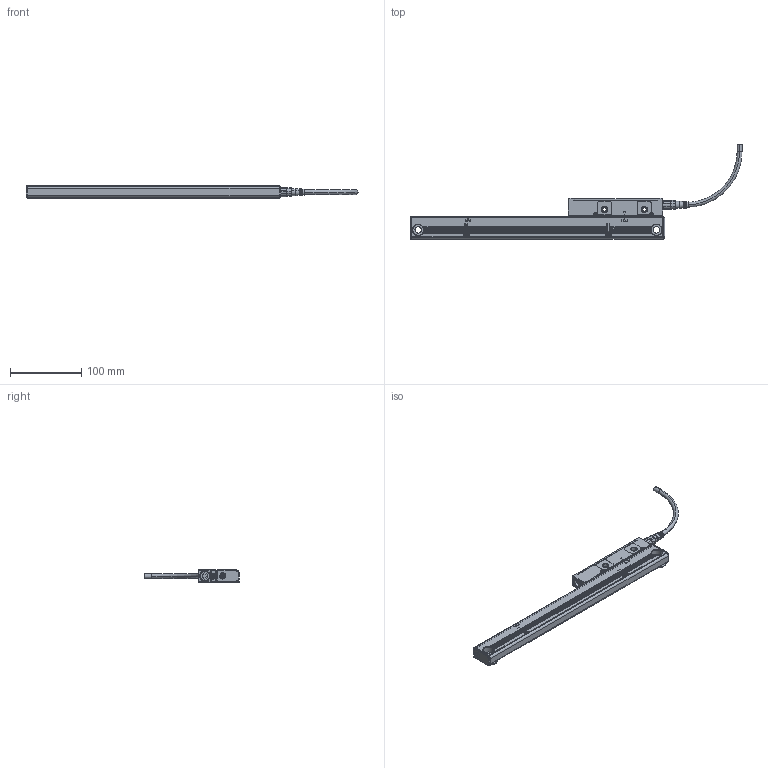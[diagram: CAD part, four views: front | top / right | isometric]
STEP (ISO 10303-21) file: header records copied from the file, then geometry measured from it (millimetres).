
FILE_DESCRIPTION(('CATIA V5 STEP'),'2;1');
FILE_NAME('SR27A-022-L.stp','2013-11-26T01:39:43+00:00',('none'),('none'),'CATIA Version 5 Release 19 SP 6 (IN-10)','CATIA V5 STEP AP214','none');
FILE_SCHEMA(('AUTOMOTIVE_DESIGN { 1 0 10303 214 1 1 1 1 }'));
Products named in the file (1): SR27A-022-L
Bounding box: 466.9 x 133.7 x 17.85 mm (x, y, z)
Volume: 229891.5 mm3; surface area: 70725.1 mm2
Topology: 1 solids, 45 shells, 2275 faces, 5975 edges, 3781 vertices
Faces by surface type: plane 1055, cylinder 846, cone 140, torus 126, bspline 68, sphere 40
Entity records: 70203 total; most frequent: CARTESIAN_POINT 18508, ORIENTED_EDGE 11830, DIRECTION 8479, EDGE_CURVE 5915, VERTEX_POINT 3781, AXIS2_PLACEMENT_3D 3576, VECTOR 3290, LINE 3290
